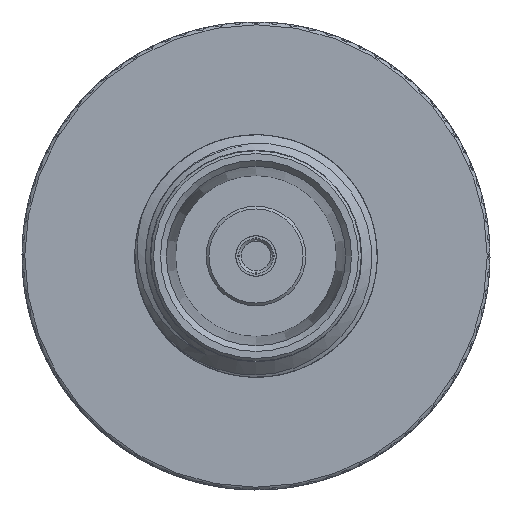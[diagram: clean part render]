
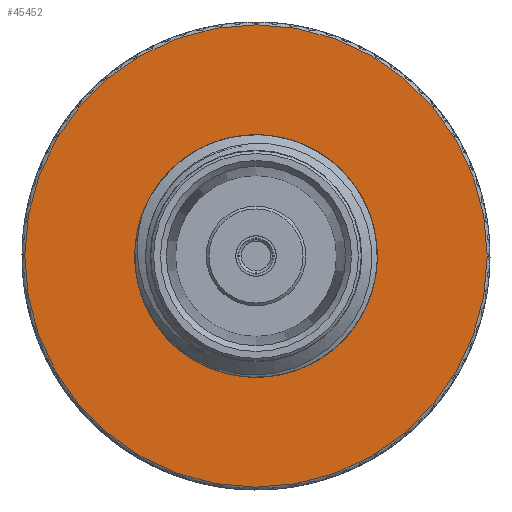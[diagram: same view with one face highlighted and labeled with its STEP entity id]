
A CAD part, left-side view. The second image highlights one B-rep face of the part: STEP entity #45452.
In plain terms, the highlighted planar face has unit normal (-1, 0, 0).
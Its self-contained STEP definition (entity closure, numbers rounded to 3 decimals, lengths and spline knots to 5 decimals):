
#4710 = FACE_BOUND ( 'NONE', #123699, .T. ) ;
#9181 = DIRECTION ( 'NONE',  ( 1., 0., 0. ) ) ;
#18721 = FACE_OUTER_BOUND ( 'NONE', #189507, .T. ) ;
#31425 = PLANE ( 'NONE',  #138293 ) ;
#44430 = DIRECTION ( 'NONE',  ( 0., -1., 0. ) ) ;
#45452 = ADVANCED_FACE ( 'NONE', ( #4710, #18721 ), #31425, .T. ) ;
#70334 = CIRCLE ( 'NONE', #105531, 0.41762 ) ;
#73971 = DIRECTION ( 'NONE',  ( 0., -1., 0. ) ) ;
#76427 = ORIENTED_EDGE ( 'NONE', *, *, #147453, .T. ) ;
#81098 = DIRECTION ( 'NONE',  ( 0., -1., 0. ) ) ;
#91983 = EDGE_CURVE ( 'NONE', #192545, #192545, #70334, .T. ) ;
#95397 = CARTESIAN_POINT ( 'NONE',  ( 1.27563, 0., 0. ) ) ;
#96014 = CIRCLE ( 'NONE', #172330, 0.19 ) ;
#105083 = DIRECTION ( 'NONE',  ( -1., 0., 0. ) ) ;
#105531 = AXIS2_PLACEMENT_3D ( 'NONE', #147983, #105083, #73971 ) ;
#105914 = CARTESIAN_POINT ( 'NONE',  ( 1.27563, 0., 0. ) ) ;
#108467 = ORIENTED_EDGE ( 'NONE', *, *, #91983, .T. ) ;
#121883 = CARTESIAN_POINT ( 'NONE',  ( 1.27563, -0.19, 0. ) ) ;
#123699 = EDGE_LOOP ( 'NONE', ( #76427 ) ) ;
#133230 = DIRECTION ( 'NONE',  ( -1., 0., 0. ) ) ;
#138084 = CARTESIAN_POINT ( 'NONE',  ( 1.27563, -0.41762, 0. ) ) ;
#138293 = AXIS2_PLACEMENT_3D ( 'NONE', #105914, #133230, #44430 ) ;
#147453 = EDGE_CURVE ( 'NONE', #169318, #169318, #96014, .T. ) ;
#147983 = CARTESIAN_POINT ( 'NONE',  ( 1.27563, 0., 0. ) ) ;
#169318 = VERTEX_POINT ( 'NONE', #121883 ) ;
#172330 = AXIS2_PLACEMENT_3D ( 'NONE', #95397, #9181, #81098 ) ;
#189507 = EDGE_LOOP ( 'NONE', ( #108467 ) ) ;
#192545 = VERTEX_POINT ( 'NONE', #138084 ) ;
